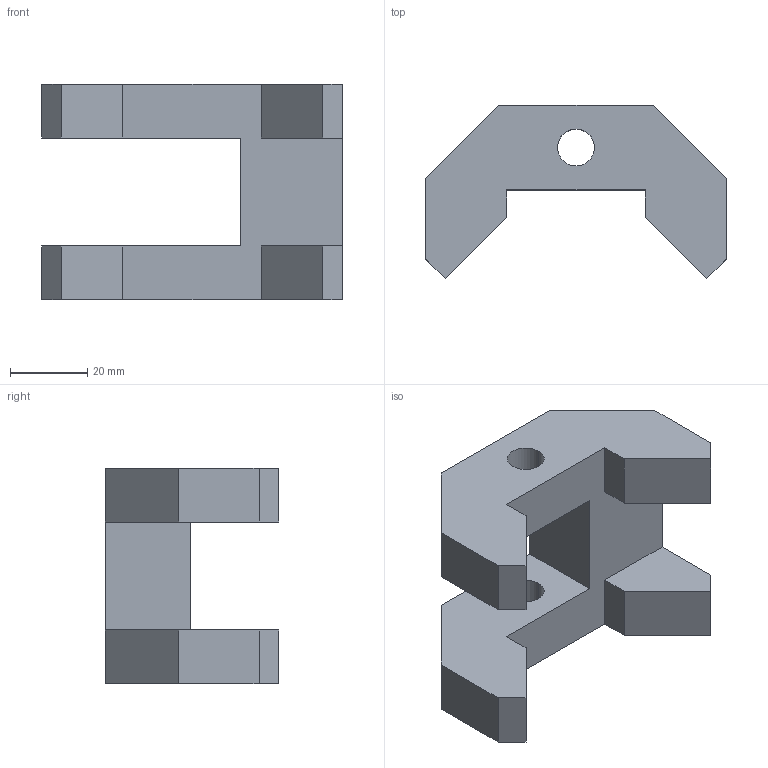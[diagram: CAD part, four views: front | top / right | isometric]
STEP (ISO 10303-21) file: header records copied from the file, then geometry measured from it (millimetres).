
FILE_DESCRIPTION (( 'STEP AP203' ), '1' );
FILE_NAME ('19_默认_sldprt.STEP', '2024-05-21T09:59:30', ( '' ), ( '' ), 'SwSTEP 2.0', 'SolidWorks 2022', '' );
FILE_SCHEMA (( 'CONFIG_CONTROL_DESIGN' ));
Length unit declared in the file: millimetre
Products named in the file (1): 19_默认_sldprt
Bounding box: 78 x 45 x 56 mm (x, y, z)
Volume: 66446.1 mm3; surface area: 17186.4 mm2
Topology: 1 solids, 1 shells, 31 faces, 87 edges, 58 vertices
Faces by surface type: plane 27, cylinder 4
Entity records: 1074 total; most frequent: CARTESIAN_POINT 177, ORIENTED_EDGE 174, DIRECTION 159, EDGE_CURVE 87, LINE 79, VECTOR 79, VERTEX_POINT 58, AXIS2_PLACEMENT_3D 40
